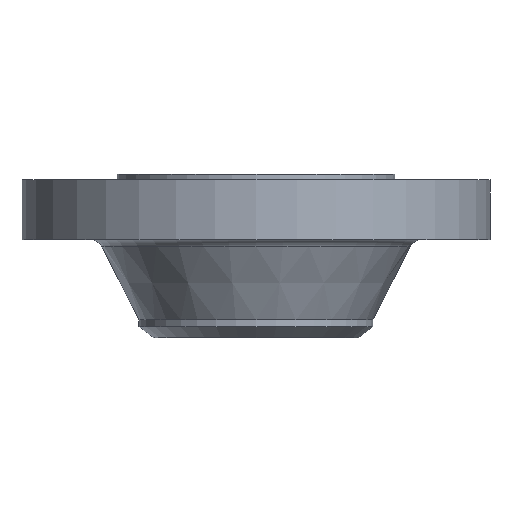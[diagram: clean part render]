
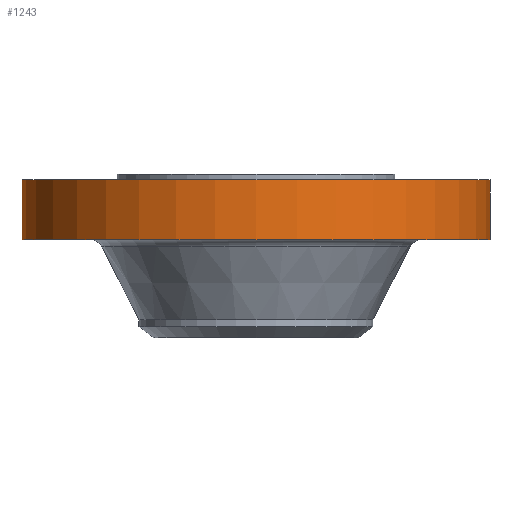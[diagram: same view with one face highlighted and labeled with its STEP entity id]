
A CAD part, front view. The second image highlights one B-rep face of the part: STEP entity #1243.
In plain terms, the highlighted cylindrical face has radius 273.05 mm (diameter 546.1 mm), a partial arc.
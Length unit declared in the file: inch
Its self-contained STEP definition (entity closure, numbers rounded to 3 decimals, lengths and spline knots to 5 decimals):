
#93 = AXIS2_PLACEMENT_3D ( 'NONE', #707, #310, #985 ) ;
#113 = EDGE_CURVE ( 'NONE', #1389, #1352, #1421, .T. ) ;
#218 = CARTESIAN_POINT ( 'NONE',  ( 0., 0., -0.25 ) ) ;
#270 = EDGE_LOOP ( 'NONE', ( #851, #1742, #339, #418 ) ) ;
#310 = DIRECTION ( 'NONE',  ( 0., 0., 1. ) ) ;
#339 = ORIENTED_EDGE ( 'NONE', *, *, #911, .T. ) ;
#357 = DIRECTION ( 'NONE',  ( 0., 0., 1. ) ) ;
#379 = CARTESIAN_POINT ( 'NONE',  ( -10.75, 0., -0.25 ) ) ;
#418 = ORIENTED_EDGE ( 'NONE', *, *, #113, .F. ) ;
#423 = LINE ( 'NONE', #1510, #1424 ) ;
#425 = EDGE_CURVE ( 'NONE', #863, #1389, #423, .T. ) ;
#443 = CARTESIAN_POINT ( 'NONE',  ( -10.75, 0., -3. ) ) ;
#707 = CARTESIAN_POINT ( 'NONE',  ( 0., 0., 0. ) ) ;
#844 = FACE_OUTER_BOUND ( 'NONE', #270, .T. ) ;
#851 = ORIENTED_EDGE ( 'NONE', *, *, #425, .F. ) ;
#863 = VERTEX_POINT ( 'NONE', #443 ) ;
#911 = EDGE_CURVE ( 'NONE', #1445, #1352, #1302, .T. ) ;
#985 = DIRECTION ( 'NONE',  ( 1., 0., 0. ) ) ;
#994 = CARTESIAN_POINT ( 'NONE',  ( 10.75, 0., -3. ) ) ;
#1004 = DIRECTION ( 'NONE',  ( 1., 0., 0. ) ) ;
#1072 = DIRECTION ( 'NONE',  ( 0., 0., 1. ) ) ;
#1106 = VECTOR ( 'NONE', #1267, 39.37008 ) ;
#1109 = CIRCLE ( 'NONE', #1460, 10.75 ) ;
#1151 = CARTESIAN_POINT ( 'NONE',  ( 10.75, 0., 0. ) ) ;
#1183 = EDGE_CURVE ( 'NONE', #863, #1445, #1109, .T. ) ;
#1215 = DIRECTION ( 'NONE',  ( 1., 0., 0. ) ) ;
#1243 = ADVANCED_FACE ( 'NONE', ( #844 ), #1502, .T. ) ;
#1267 = DIRECTION ( 'NONE',  ( 0., 0., 1. ) ) ;
#1302 = LINE ( 'NONE', #1151, #1106 ) ;
#1323 = CARTESIAN_POINT ( 'NONE',  ( 10.75, 0., -0.25 ) ) ;
#1336 = DIRECTION ( 'NONE',  ( 0., 0., 1. ) ) ;
#1352 = VERTEX_POINT ( 'NONE', #1323 ) ;
#1362 = CARTESIAN_POINT ( 'NONE',  ( 0., 0., -3. ) ) ;
#1389 = VERTEX_POINT ( 'NONE', #379 ) ;
#1421 = CIRCLE ( 'NONE', #1542, 10.75 ) ;
#1424 = VECTOR ( 'NONE', #1072, 39.37008 ) ;
#1445 = VERTEX_POINT ( 'NONE', #994 ) ;
#1460 = AXIS2_PLACEMENT_3D ( 'NONE', #1362, #1336, #1215 ) ;
#1502 = CYLINDRICAL_SURFACE ( 'NONE', #93, 10.75 ) ;
#1510 = CARTESIAN_POINT ( 'NONE',  ( -10.75, 0., 0. ) ) ;
#1542 = AXIS2_PLACEMENT_3D ( 'NONE', #218, #357, #1004 ) ;
#1742 = ORIENTED_EDGE ( 'NONE', *, *, #1183, .T. ) ;
